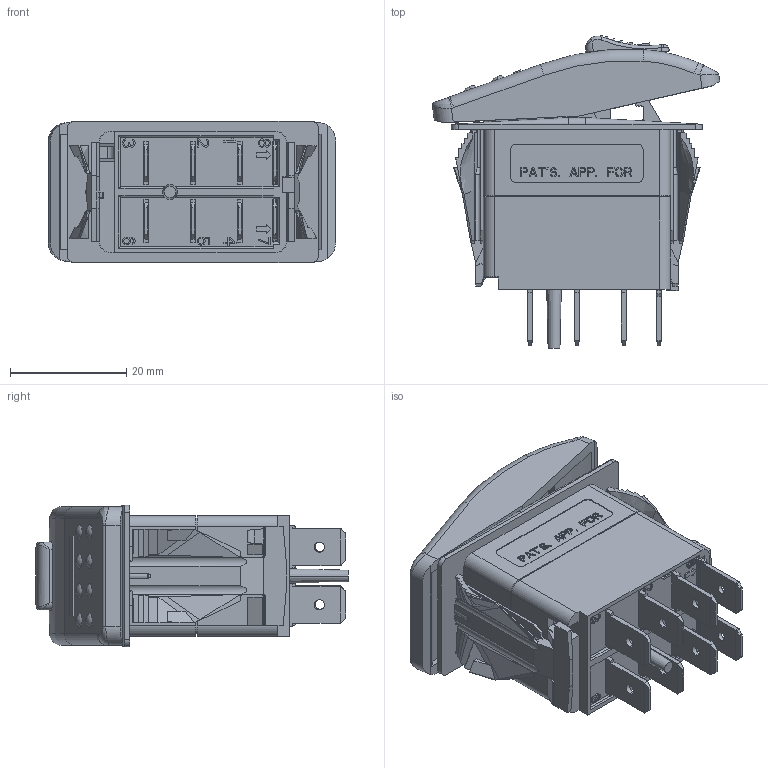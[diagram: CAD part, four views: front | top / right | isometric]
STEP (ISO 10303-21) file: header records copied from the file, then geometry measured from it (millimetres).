
FILE_DESCRIPTION((''),'2;1');
FILE_NAME('VDD1HWTB-A3E00-1_SW0001','2011-09-04T',('leads.cao'),(''),'PRO/ENGINEER BY PARAMETRIC TECHNOLOGY CORPORATION, 2010280','PRO/ENGINEER BY PARAMETRIC TECHNOLOGY CORPORATION, 2010280','');
FILE_SCHEMA(('CONFIG_CONTROL_DESIGN'));
Products named in the file (1): VDD1HWTB-A3E00-1_SW0001
Bounding box: 49.42 x 53.79 x 24.38 mm (x, y, z)
Volume: 15014.7 mm3; surface area: 19680.6 mm2
Topology: 1 solids, 1 shells, 2385 faces, 6762 edges, 4381 vertices
Faces by surface type: plane 1935, cylinder 279, bspline 89, cone 38, torus 26, sphere 18
Entity records: 80486 total; most frequent: CARTESIAN_POINT 19341, ORIENTED_EDGE 13444, DIRECTION 11531, EDGE_CURVE 6722, VECTOR 5671, LINE 5671, VERTEX_POINT 4381, AXIS2_PLACEMENT_3D 2930
